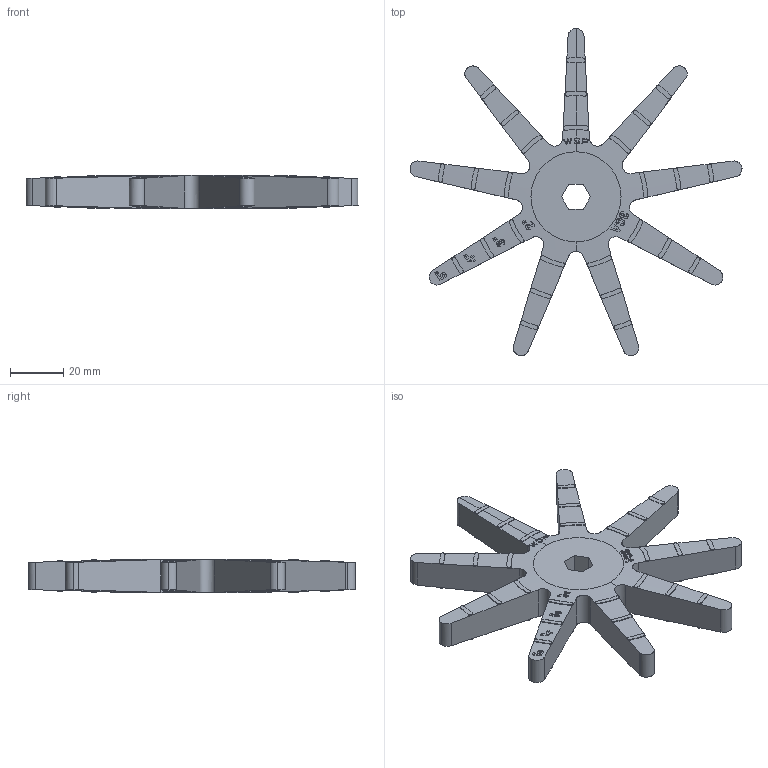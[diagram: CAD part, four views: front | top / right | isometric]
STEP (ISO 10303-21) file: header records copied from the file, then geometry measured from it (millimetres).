
FILE_DESCRIPTION (( 'STEP AP214' ), '1' );
FILE_NAME ('WCP-1354.step', '2024-02-14T01:22:31', ( '' ), ( '' ), 'SwSTEP 2.0', 'SolidWorks 2022', '' );
FILE_SCHEMA (( 'AUTOMOTIVE_DESIGN' ));
Length unit declared in the file: inch
Products named in the file (1): WCP-1354
Bounding box: 125.16 x 123.35 x 12.7 mm (x, y, z)
Volume: 51526.7 mm3; surface area: 18976.4 mm2
Topology: 1 solids, 1 shells, 851 faces, 2313 edges, 1506 vertices
Faces by surface type: plane 374, cylinder 295, bspline 108, cone 74
Entity records: 34213 total; most frequent: CARTESIAN_POINT 14567, ORIENTED_EDGE 4626, DIRECTION 3245, EDGE_CURVE 2313, VERTEX_POINT 1506, AXIS2_PLACEMENT_3D 1138, LINE 969, VECTOR 969
